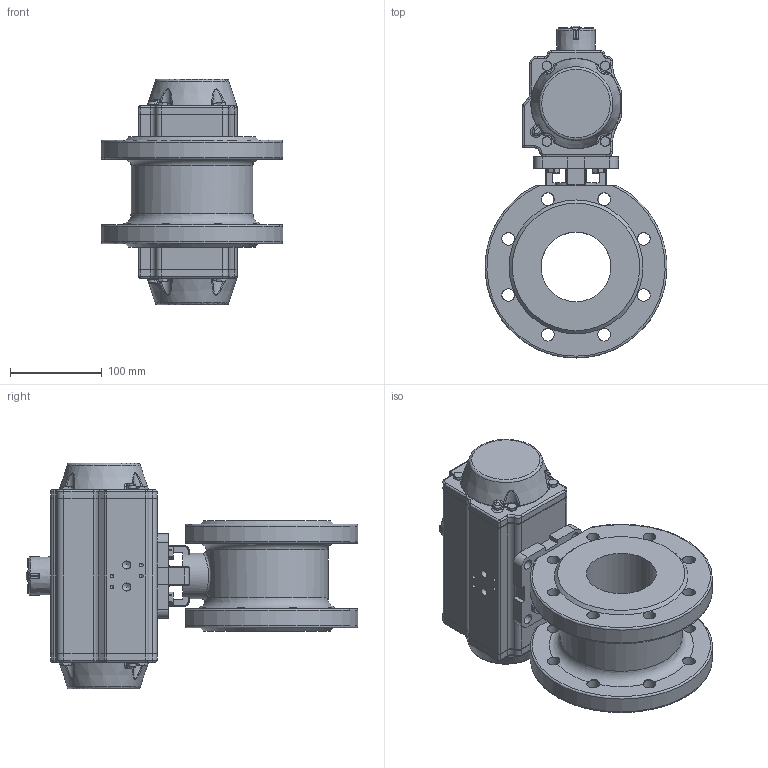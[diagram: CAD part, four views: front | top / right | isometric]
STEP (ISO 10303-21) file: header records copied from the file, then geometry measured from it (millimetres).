
FILE_DESCRIPTION(/* description */ ('Unknown','CAx-IF Rec.Pracs.---Representation and Presentation of Product Manufacturing Information (PMI)---4.0---2014-10-13','CAx-IF Rec.Pracs.---3D Tessellated Geometry---0.4---2014-09-14','2;1'),/* implementation_level */ '2;1');
FILE_NAME(/* name */ 'DW05 0931_0932-11',/* time_stamp */ '2023-09-22T08:04:11+02:00',/* author */ ('Unknown'),/* organization */ ('Unknown'),/* preprocessor_version */ 'ST-DEVELOPER v18.102',/* originating_system */ 'Solid Edge',/* authorisation */ 'Unknown');
FILE_SCHEMA (('AP242_MANAGED_MODEL_BASED_3D_ENGINEERING_MIM_LF { 1 0 10303 442 1 1 4 }'));
Length unit declared in the file: millimetre
Products named in the file (11): DW110_FR81-8.440.080; 8.440.080; DIN933_M8x25; DW05_FR04_(DW110_FR81); ____; ________(___________; _____________; ______; hexagon head bolts--product grade c gb_GB_FASTENER_BOLT_HHBC M6X30-N; cup head nib bolts with large head gb_GB_FASTENER_BOLT_CHNBW M6X25-N; KP-88
Assembly tree (22 placements, depth 4):
  DW110_FR81-8.440.080
    8.440.080
    DIN933_M8x25  x4
    DW05_FR04_(DW110_FR81)
      ____
        ________(___________  x2
        _____________  x2
        ______
      hexagon head bolts--product grade c gb_GB_FASTENER_BOLT_HHBC M6X30-N  x8
      cup head nib bolts with large head gb_GB_FASTENER_BOLT_CHNBW M6X25-N
      KP-88
Bounding box: 198.09 x 361.93 x 246 mm (x, y, z)
Volume: 4380958.3 mm3; surface area: 351573.7 mm2
Topology: 20 solids, 20 shells, 1244 faces, 3020 edges, 1828 vertices
Faces by surface type: cylinder 411, plane 411, bspline 165, cone 133, torus 113, sphere 11
Full cylindrical faces by diameter (mm): 3 x16, 3.3 x10, 4.2 x4, 4.66 x1, 5 x17, 6 x9, 6.2 x1, 6.8 x4, 8 x4, 8.8 x2, 9 x4, 11 x4, 13.835 x16, 22 x1, 22.2 x1, 24.4 x1, 24.6 x1, 24.8 x1, 30.8 x1, 35.2 x1, 38.5 x1, 50 x1, 55 x1, 76 x1, 133 x1
Entity records: 43340 total; most frequent: CARTESIAN_POINT 20908, DIRECTION 4222, ORIENTED_EDGE 4166, EDGE_CURVE 2083, AXIS2_PLACEMENT_3D 1695, VERTEX_POINT 1355, FACE_BOUND 1164, EDGE_LOOP 1141
